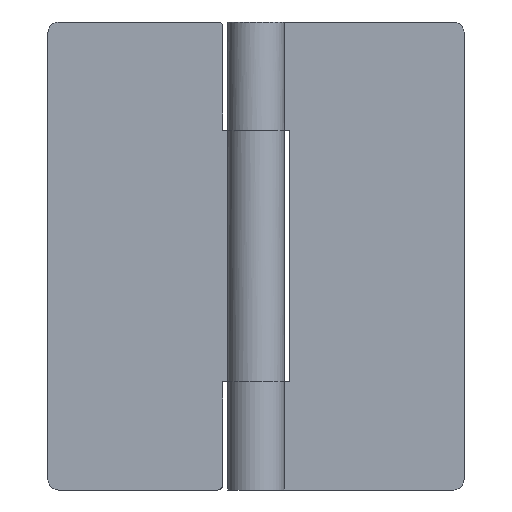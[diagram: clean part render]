
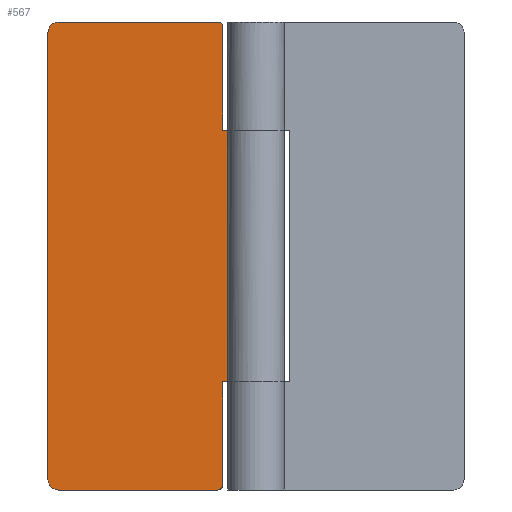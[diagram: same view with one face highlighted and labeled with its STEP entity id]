
A CAD part, front view. The second image highlights one B-rep face of the part: STEP entity #567.
In plain terms, the highlighted free-form (B-spline) face has degree [1, 1] with [2, 2] control points.
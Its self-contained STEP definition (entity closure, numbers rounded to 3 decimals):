
#58=CARTESIAN_POINT('',(-3.2,1.5,44.5));
#59=VERTEX_POINT('',#58);
#60=CARTESIAN_POINT('',(-3.7,1.5,45.));
#61=VERTEX_POINT('',#60);
#62=CARTESIAN_POINT('',(-3.2,1.5,44.5));
#63=CARTESIAN_POINT('',(-3.2,1.5,45.));
#64=CARTESIAN_POINT('',(-3.7,1.5,45.));
#72=(BOUNDED_CURVE()B_SPLINE_CURVE(2,(#62,#63,#64),.UNSPECIFIED.,.F.,.U.)CURVE()GEOMETRIC_REPRESENTATION_ITEM()QUASI_UNIFORM_CURVE()RATIONAL_B_SPLINE_CURVE((1.0,0.707,1.0))REPRESENTATION_ITEM(''));
#73=EDGE_CURVE('',#59,#61,#72,.T.);
#119=CARTESIAN_POINT('',(-3.7,1.5,0.0));
#120=VERTEX_POINT('',#119);
#121=CARTESIAN_POINT('',(-3.2,1.5,0.5));
#122=VERTEX_POINT('',#121);
#123=CARTESIAN_POINT('',(-3.7,1.5,0.0));
#124=CARTESIAN_POINT('',(-3.2,1.5,0.0));
#125=CARTESIAN_POINT('',(-3.2,1.5,0.5));
#133=(BOUNDED_CURVE()B_SPLINE_CURVE(2,(#123,#124,#125),.UNSPECIFIED.,.F.,.U.)CURVE()GEOMETRIC_REPRESENTATION_ITEM()QUASI_UNIFORM_CURVE()RATIONAL_B_SPLINE_CURVE((1.0,0.707,1.0))REPRESENTATION_ITEM(''));
#134=EDGE_CURVE('',#120,#122,#133,.T.);
#180=CARTESIAN_POINT('',(-19.0,1.5,45.));
#181=VERTEX_POINT('',#180);
#182=CARTESIAN_POINT('',(-20.0,1.5,44.));
#183=VERTEX_POINT('',#182);
#184=CARTESIAN_POINT('',(-19.0,1.5,45.));
#185=CARTESIAN_POINT('',(-20.,1.5,45.));
#186=CARTESIAN_POINT('',(-20.0,1.5,44.));
#194=(BOUNDED_CURVE()B_SPLINE_CURVE(2,(#184,#185,#186),.UNSPECIFIED.,.F.,.U.)CURVE()GEOMETRIC_REPRESENTATION_ITEM()QUASI_UNIFORM_CURVE()RATIONAL_B_SPLINE_CURVE((1.0,0.707,1.0))REPRESENTATION_ITEM(''));
#195=EDGE_CURVE('',#181,#183,#194,.T.);
#241=CARTESIAN_POINT('',(-20.0,1.5,1.0));
#242=VERTEX_POINT('',#241);
#243=CARTESIAN_POINT('',(-19.0,1.5,0.0));
#244=VERTEX_POINT('',#243);
#245=CARTESIAN_POINT('',(-20.0,1.5,1.0));
#246=CARTESIAN_POINT('',(-20.,1.5,0.0));
#247=CARTESIAN_POINT('',(-19.0,1.5,0.0));
#255=(BOUNDED_CURVE()B_SPLINE_CURVE(2,(#245,#246,#247),.UNSPECIFIED.,.F.,.U.)CURVE()GEOMETRIC_REPRESENTATION_ITEM()QUASI_UNIFORM_CURVE()RATIONAL_B_SPLINE_CURVE((1.0,0.707,1.0))REPRESENTATION_ITEM(''));
#256=EDGE_CURVE('',#242,#244,#255,.T.);
#323=CARTESIAN_POINT('',(0.,1.5,10.4));
#324=VERTEX_POINT('',#323);
#344=CARTESIAN_POINT('',(-3.2,1.5,10.4));
#345=VERTEX_POINT('',#344);
#346=CARTESIAN_POINT('',(-3.2,1.5,10.4));
#347=CARTESIAN_POINT('',(0.,1.5,10.4));
#348=QUASI_UNIFORM_CURVE('',1,(#346,#347),.UNSPECIFIED.,.F.,.U.);
#349=EDGE_CURVE('',#345,#324,#348,.T.);
#371=CARTESIAN_POINT('',(-3.2,1.5,0.5));
#372=CARTESIAN_POINT('',(-3.2,1.5,10.4));
#373=QUASI_UNIFORM_CURVE('',1,(#371,#372),.UNSPECIFIED.,.F.,.U.);
#374=EDGE_CURVE('',#122,#345,#373,.T.);
#400=CARTESIAN_POINT('',(-3.2,1.5,34.6));
#401=VERTEX_POINT('',#400);
#407=CARTESIAN_POINT('',(0.,1.5,34.6));
#408=VERTEX_POINT('',#407);
#409=CARTESIAN_POINT('',(0.,1.5,34.6));
#410=CARTESIAN_POINT('',(-3.2,1.5,34.6));
#411=QUASI_UNIFORM_CURVE('',1,(#409,#410),.UNSPECIFIED.,.F.,.U.);
#412=EDGE_CURVE('',#408,#401,#411,.T.);
#475=CARTESIAN_POINT('',(-3.2,1.5,34.6));
#476=CARTESIAN_POINT('',(-3.2,1.5,44.5));
#477=QUASI_UNIFORM_CURVE('',1,(#475,#476),.UNSPECIFIED.,.F.,.U.);
#478=EDGE_CURVE('',#401,#59,#477,.T.);
#495=CARTESIAN_POINT('',(-20.0,1.5,44.));
#496=CARTESIAN_POINT('',(-20.0,1.5,1.0));
#497=QUASI_UNIFORM_CURVE('',1,(#495,#496),.UNSPECIFIED.,.F.,.U.);
#498=EDGE_CURVE('',#183,#242,#497,.T.);
#509=CARTESIAN_POINT('',(-3.7,1.5,45.));
#510=CARTESIAN_POINT('',(-19.0,1.5,45.));
#511=QUASI_UNIFORM_CURVE('',1,(#509,#510),.UNSPECIFIED.,.F.,.U.);
#512=EDGE_CURVE('',#61,#181,#511,.T.);
#535=CARTESIAN_POINT('',(-3.7,1.5,0.0));
#536=CARTESIAN_POINT('',(-19.0,1.5,0.0));
#537=QUASI_UNIFORM_CURVE('',1,(#535,#536),.UNSPECIFIED.,.F.,.U.);
#538=EDGE_CURVE('',#120,#244,#537,.T.);
#544=CARTESIAN_POINT('',(-20.999,1.5,47.248));
#545=CARTESIAN_POINT('',(-20.999,1.5,-2.248));
#546=CARTESIAN_POINT('',(0.999,1.5,47.248));
#547=CARTESIAN_POINT('',(0.999,1.5,-2.248));
#548=B_SPLINE_SURFACE_WITH_KNOTS('',1,1,((#544,#546),(#545,#547)),.UNSPECIFIED.,.F.,.F.,.U.,(2,2),(2,2),(0.0,49.495),(0.0,21.998),.UNSPECIFIED.);
#549=ORIENTED_EDGE('',*,*,#538,.F.);
#550=ORIENTED_EDGE('',*,*,#134,.T.);
#551=ORIENTED_EDGE('',*,*,#374,.T.);
#552=ORIENTED_EDGE('',*,*,#349,.T.);
#553=CARTESIAN_POINT('',(0.,1.5,34.6));
#554=CARTESIAN_POINT('',(0.,1.5,10.4));
#555=QUASI_UNIFORM_CURVE('',1,(#553,#554),.UNSPECIFIED.,.F.,.U.);
#556=EDGE_CURVE('',#408,#324,#555,.T.);
#557=ORIENTED_EDGE('',*,*,#556,.F.);
#558=ORIENTED_EDGE('',*,*,#412,.T.);
#559=ORIENTED_EDGE('',*,*,#478,.T.);
#560=ORIENTED_EDGE('',*,*,#73,.T.);
#561=ORIENTED_EDGE('',*,*,#512,.T.);
#562=ORIENTED_EDGE('',*,*,#195,.T.);
#563=ORIENTED_EDGE('',*,*,#498,.T.);
#564=ORIENTED_EDGE('',*,*,#256,.T.);
#565=EDGE_LOOP('',(#549,#550,#551,#552,#557,#558,#559,#560,#561,#562,#563,#564));
#566=FACE_OUTER_BOUND('',#565,.T.);
#567=ADVANCED_FACE('',(#566),#548,.T.);
